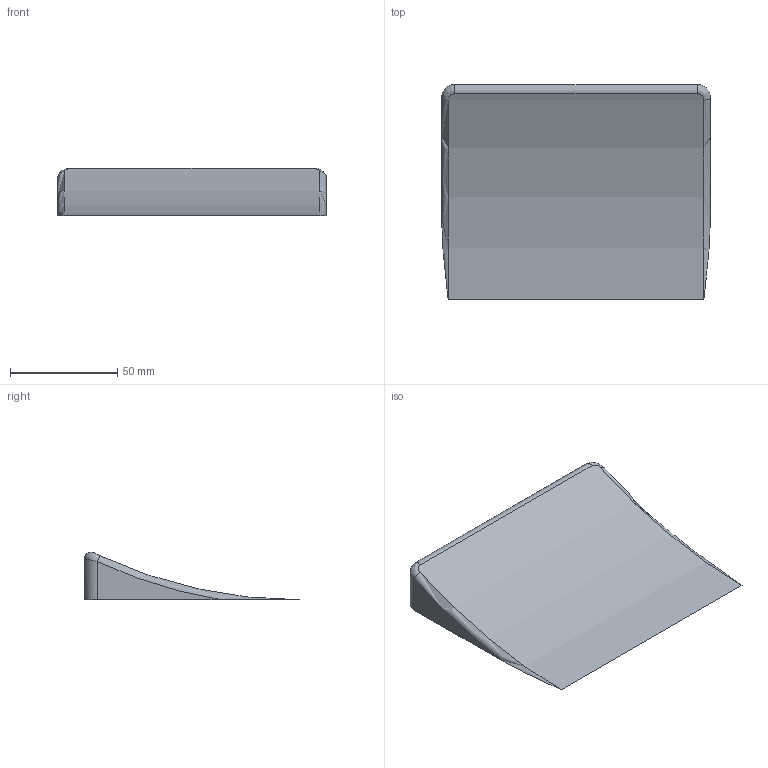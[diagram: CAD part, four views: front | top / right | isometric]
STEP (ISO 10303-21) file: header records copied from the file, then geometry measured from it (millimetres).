
FILE_DESCRIPTION(/* description */ (''),/* implementation_level */ '2;1');
FILE_NAME(/* name */ 'Car_Ramp_001.step',/* time_stamp */ '2022-11-21T10:14:34-06:00',/* author */ (''),/* organization */ (''),/* preprocessor_version */ 'ST-DEVELOPER v19.2',/* originating_system */ 'Autodesk Translation Framework v11.17.0.187',/* authorisation */ '');
FILE_SCHEMA (('AUTOMOTIVE_DESIGN { 1 0 10303 214 3 1 1 }'));
Length unit declared in the file: millimetre
Products named in the file (2): Car_Ramp_001; Car_ramp_001_1
Assembly tree (1 placements, depth 2):
  Car_Ramp_001
    Car_ramp_001_1
Bounding box: 125 x 100 x 22.16 mm (x, y, z)
Volume: 96371.2 mm3; surface area: 29050.5 mm2
Topology: 1 solids, 1 shells, 12 faces, 26 edges, 16 vertices
Faces by surface type: cylinder 4, plane 4, torus 2, bspline 2
Entity records: 478 total; most frequent: CARTESIAN_POINT 165, DIRECTION 56, ORIENTED_EDGE 52, EDGE_CURVE 26, AXIS2_PLACEMENT_3D 23, VERTEX_POINT 16, FACE_OUTER_BOUND 12, EDGE_LOOP 12
